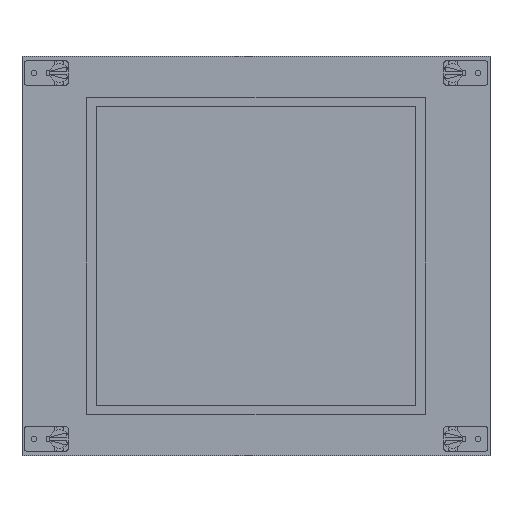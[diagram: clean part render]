
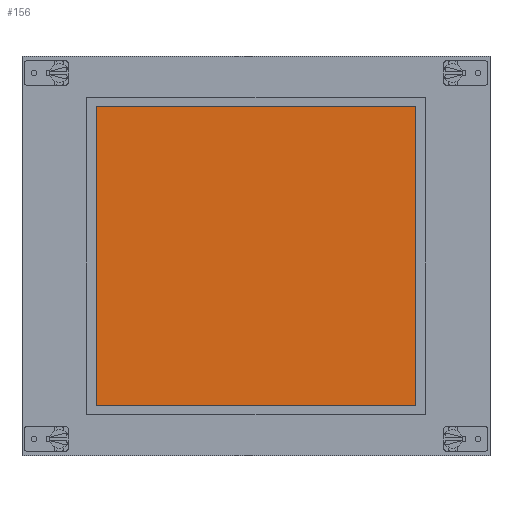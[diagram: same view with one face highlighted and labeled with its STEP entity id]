
A CAD part, top view. The second image highlights one B-rep face of the part: STEP entity #156.
In plain terms, the highlighted planar face has unit normal (0, 0, 1).
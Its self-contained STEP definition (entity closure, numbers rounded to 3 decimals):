
#41=DIRECTION('',(0.,1.,0.));
#42=VECTOR('',#41,239.95);
#43=CARTESIAN_POINT('',(-178.965,-244.975,-1.));
#44=LINE('',#43,#42);
#48=DIRECTION('',(0.,1.,0.));
#49=VECTOR('',#48,239.95);
#50=CARTESIAN_POINT('',(77.225,-244.975,-1.));
#51=LINE('',#50,#49);
#55=DIRECTION('',(1.,0.,0.));
#56=VECTOR('',#55,256.19);
#57=CARTESIAN_POINT('',(-178.965,-244.975,-1.));
#58=LINE('',#57,#56);
#90=DIRECTION('',(-1.,0.,0.));
#91=VECTOR('',#90,256.19);
#92=CARTESIAN_POINT('',(77.225,-5.025,-1.));
#93=LINE('',#92,#91);
#125=CARTESIAN_POINT('',(77.225,-244.975,-1.));
#126=CARTESIAN_POINT('',(77.225,-5.025,-1.));
#127=VERTEX_POINT('',#125);
#128=VERTEX_POINT('',#126);
#133=CARTESIAN_POINT('',(-178.965,-244.975,-1.));
#134=CARTESIAN_POINT('',(-178.965,-5.025,-1.));
#135=VERTEX_POINT('',#133);
#136=VERTEX_POINT('',#134);
#141=CARTESIAN_POINT('',(0.,0.,-1.));
#142=DIRECTION('',(0.,0.,-1.));
#143=DIRECTION('',(-1.,0.,0.));
#144=AXIS2_PLACEMENT_3D('',#141,#142,#143);
#145=PLANE('',#144);
#147=ORIENTED_EDGE('',*,*,#146,.F.);
#149=ORIENTED_EDGE('',*,*,#148,.T.);
#151=ORIENTED_EDGE('',*,*,#150,.F.);
#153=ORIENTED_EDGE('',*,*,#152,.F.);
#154=EDGE_LOOP('',(#147,#149,#151,#153));
#155=FACE_OUTER_BOUND('',#154,.F.);
#146=EDGE_CURVE('',#135,#127,#58,.T.);
#148=EDGE_CURVE('',#135,#136,#44,.T.);
#150=EDGE_CURVE('',#128,#136,#93,.T.);
#152=EDGE_CURVE('',#127,#128,#51,.T.);
#156=ADVANCED_FACE('',(#155),#145,.F.);
